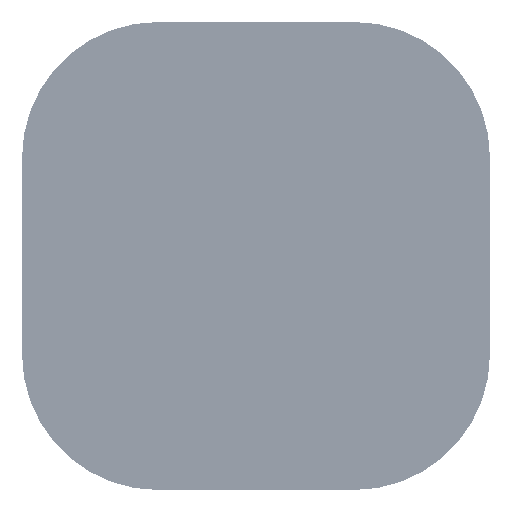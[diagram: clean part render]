
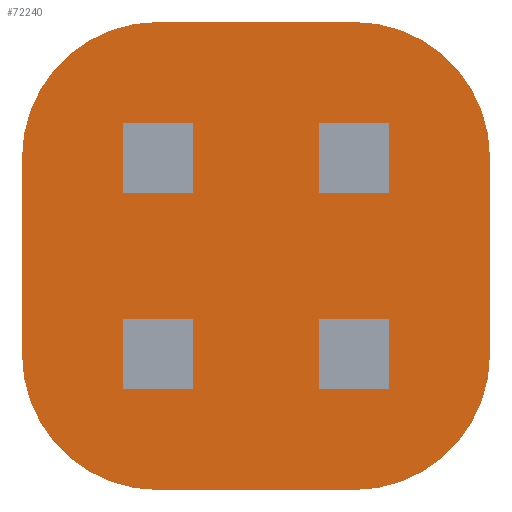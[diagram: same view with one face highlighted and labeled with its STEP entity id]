
A CAD part, front view. The second image highlights one B-rep face of the part: STEP entity #72240.
In plain terms, the highlighted planar face has unit normal (0, -1, 0).
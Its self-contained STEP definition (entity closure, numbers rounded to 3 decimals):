
#2075 = VERTEX_POINT ( 'NONE', #5523 ) ;
#2318 = AXIS2_PLACEMENT_3D ( 'NONE', #14326, #64231, #21416 ) ;
#3988 = ORIENTED_EDGE ( 'NONE', *, *, #58661, .F. ) ;
#5523 = CARTESIAN_POINT ( 'NONE',  ( 1125., 0., -2675. ) ) ;
#5591 = CIRCLE ( 'NONE', #86480, 1550. ) ;
#6307 = DIRECTION ( 'NONE',  ( 0., 0., -1. ) ) ;
#8467 = CIRCLE ( 'NONE', #84278, 1550. ) ;
#9507 = CARTESIAN_POINT ( 'NONE',  ( -1125., 0., -2675. ) ) ;
#14326 = CARTESIAN_POINT ( 'NONE',  ( -1125., 0., 1125. ) ) ;
#18782 = VERTEX_POINT ( 'NONE', #91067 ) ;
#20806 = CARTESIAN_POINT ( 'NONE',  ( -1125., 0., -2675. ) ) ;
#21416 = DIRECTION ( 'NONE',  ( 0., 0., 1. ) ) ;
#23086 = VECTOR ( 'NONE', #42265, 1000. ) ;
#24215 = DIRECTION ( 'NONE',  ( 0., 1., 0. ) ) ;
#24718 = VECTOR ( 'NONE', #49274, 1000. ) ;
#25609 = CARTESIAN_POINT ( 'NONE',  ( -2675., 0., 1125. ) ) ;
#26216 = DIRECTION ( 'NONE',  ( 0., 0., 1. ) ) ;
#26293 = VERTEX_POINT ( 'NONE', #64809 ) ;
#28037 = CARTESIAN_POINT ( 'NONE',  ( -1125., 0., 2675. ) ) ;
#28252 = EDGE_CURVE ( 'NONE', #71118, #52846, #45976, .T. ) ;
#31862 = CARTESIAN_POINT ( 'NONE',  ( -1125., 0., 1125. ) ) ;
#32101 = EDGE_CURVE ( 'NONE', #37181, #26293, #51020, .T. ) ;
#32980 = EDGE_CURVE ( 'NONE', #35960, #2075, #8467, .T. ) ;
#35960 = VERTEX_POINT ( 'NONE', #90623 ) ;
#36760 = LINE ( 'NONE', #90257, #74822 ) ;
#37181 = VERTEX_POINT ( 'NONE', #58965 ) ;
#38696 = CARTESIAN_POINT ( 'NONE',  ( 1125., 0., 1125. ) ) ;
#39011 = DIRECTION ( 'NONE',  ( 0., 1., 0. ) ) ;
#39276 = DIRECTION ( 'NONE',  ( 1., 0., 0. ) ) ;
#40128 = ORIENTED_EDGE ( 'NONE', *, *, #62398, .F. ) ;
#40714 = CARTESIAN_POINT ( 'NONE',  ( -2675., 0., 1125. ) ) ;
#40855 = EDGE_CURVE ( 'NONE', #2075, #83361, #42009, .T. ) ;
#42009 = LINE ( 'NONE', #20806, #23086 ) ;
#42265 = DIRECTION ( 'NONE',  ( -1., 0., 0. ) ) ;
#45227 = EDGE_CURVE ( 'NONE', #83361, #18782, #5591, .T. ) ;
#45568 = ORIENTED_EDGE ( 'NONE', *, *, #40855, .F. ) ;
#45920 = DIRECTION ( 'NONE',  ( 0., 0., 1. ) ) ;
#45976 = CIRCLE ( 'NONE', #2318, 1550. ) ;
#49022 = DIRECTION ( 'NONE',  ( 0., 1., 0. ) ) ;
#49274 = DIRECTION ( 'NONE',  ( 0., 0., -1. ) ) ;
#49776 = ORIENTED_EDGE ( 'NONE', *, *, #28252, .F. ) ;
#51020 = CIRCLE ( 'NONE', #72230, 1550. ) ;
#51030 = ORIENTED_EDGE ( 'NONE', *, *, #32101, .F. ) ;
#52380 = AXIS2_PLACEMENT_3D ( 'NONE', #31862, #39011, #89059 ) ;
#52846 = VERTEX_POINT ( 'NONE', #28037 ) ;
#57399 = EDGE_CURVE ( 'NONE', #18782, #71118, #82791, .T. ) ;
#58661 = EDGE_CURVE ( 'NONE', #52846, #37181, #36760, .T. ) ;
#58965 = CARTESIAN_POINT ( 'NONE',  ( 1125., 0., 2675. ) ) ;
#62398 = EDGE_CURVE ( 'NONE', #26293, #35960, #64999, .T. ) ;
#64231 = DIRECTION ( 'NONE',  ( 0., 1., 0. ) ) ;
#64809 = CARTESIAN_POINT ( 'NONE',  ( 2675., 0., 1125. ) ) ;
#64999 = LINE ( 'NONE', #84940, #24718 ) ;
#67009 = CARTESIAN_POINT ( 'NONE',  ( 1125., 0., -1125. ) ) ;
#71118 = VERTEX_POINT ( 'NONE', #40714 ) ;
#71839 = ORIENTED_EDGE ( 'NONE', *, *, #45227, .F. ) ;
#72230 = AXIS2_PLACEMENT_3D ( 'NONE', #38696, #88750, #45920 ) ;
#72240 = ADVANCED_FACE ( 'NONE', ( #92313 ), #74718, .F. ) ;
#74247 = DIRECTION ( 'NONE',  ( 0., 0., 1. ) ) ;
#74718 = PLANE ( 'NONE',  #52380 ) ;
#74822 = VECTOR ( 'NONE', #39276, 1000. ) ;
#79263 = ORIENTED_EDGE ( 'NONE', *, *, #32980, .F. ) ;
#80535 = VECTOR ( 'NONE', #26216, 1000. ) ;
#82791 = LINE ( 'NONE', #25609, #80535 ) ;
#83361 = VERTEX_POINT ( 'NONE', #9507 ) ;
#84278 = AXIS2_PLACEMENT_3D ( 'NONE', #67009, #24215, #74247 ) ;
#84940 = CARTESIAN_POINT ( 'NONE',  ( 2675., 0., 1125. ) ) ;
#86480 = AXIS2_PLACEMENT_3D ( 'NONE', #91892, #49022, #6307 ) ;
#88750 = DIRECTION ( 'NONE',  ( 0., 1., 0. ) ) ;
#89059 = DIRECTION ( 'NONE',  ( 0., 0., 1. ) ) ;
#90257 = CARTESIAN_POINT ( 'NONE',  ( -1125., 0., 2675. ) ) ;
#90526 = EDGE_LOOP ( 'NONE', ( #49776, #92092, #71839, #45568, #79263, #40128, #51030, #3988 ) ) ;
#90623 = CARTESIAN_POINT ( 'NONE',  ( 2675., 0., -1125. ) ) ;
#91067 = CARTESIAN_POINT ( 'NONE',  ( -2675., 0., -1125. ) ) ;
#91892 = CARTESIAN_POINT ( 'NONE',  ( -1125., 0., -1125. ) ) ;
#92092 = ORIENTED_EDGE ( 'NONE', *, *, #57399, .F. ) ;
#92313 = FACE_OUTER_BOUND ( 'NONE', #90526, .T. ) ;
